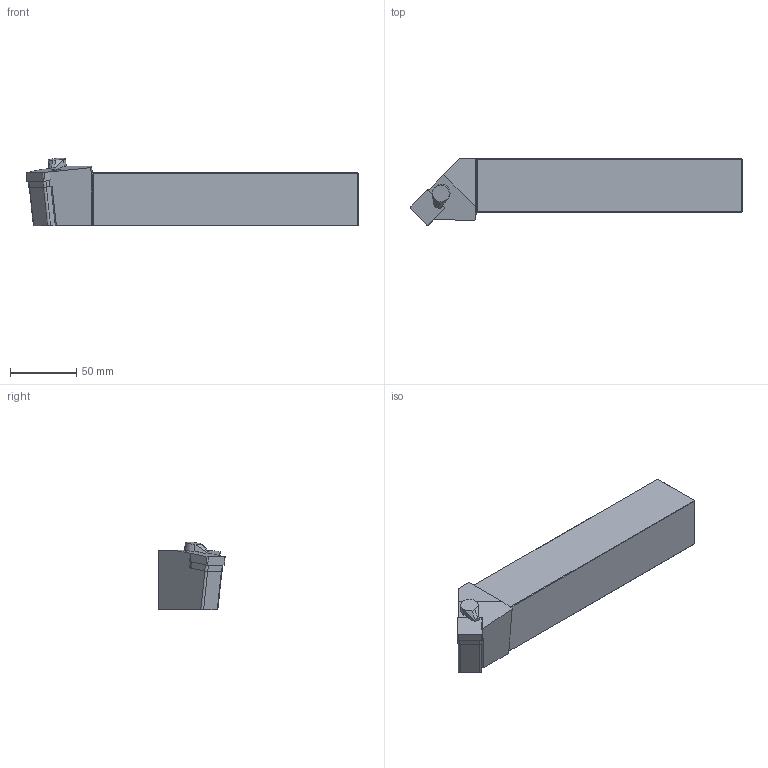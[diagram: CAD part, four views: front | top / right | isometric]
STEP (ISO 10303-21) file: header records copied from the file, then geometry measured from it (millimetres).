
FILE_DESCRIPTION(/* description */ (''),/* implementation_level */ '2;1');
FILE_NAME(/* name */ 'PSSNR-4040-S19C.stp',/* time_stamp */ '2023-09-29T16:05:17+03:00',/* author */ (''),/* organization */ (''),/* preprocessor_version */ 'ST-DEVELOPER v19.4',/* originating_system */ 'SIEMENS PLM Software NX2306.3001',/* authorisation */ '');
FILE_SCHEMA (('AUTOMOTIVE_DESIGN { 1 0 10303 214 3 1 1 1 }'));
Length unit declared in the file: millimetre
Products named in the file (1): PSSNR-4040-S19C
Bounding box: 250 x 50 x 51.08 mm (x, y, z)
Volume: 383832.9 mm3; surface area: 43290.7 mm2
Topology: 2 solids, 2 shells, 72 faces, 179 edges, 112 vertices
Faces by surface type: plane 53, cylinder 14, cone 3, bspline 1, torus 1
Entity records: 2163 total; most frequent: CARTESIAN_POINT 416, ORIENTED_EDGE 358, DIRECTION 349, EDGE_CURVE 179, LINE 137, VECTOR 137, VERTEX_POINT 112, AXIS2_PLACEMENT_3D 106
